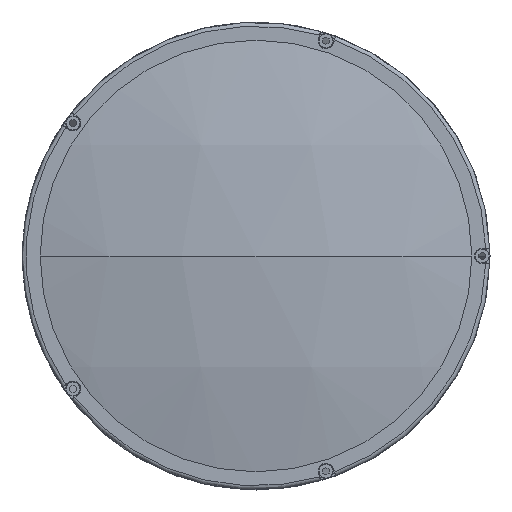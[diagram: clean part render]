
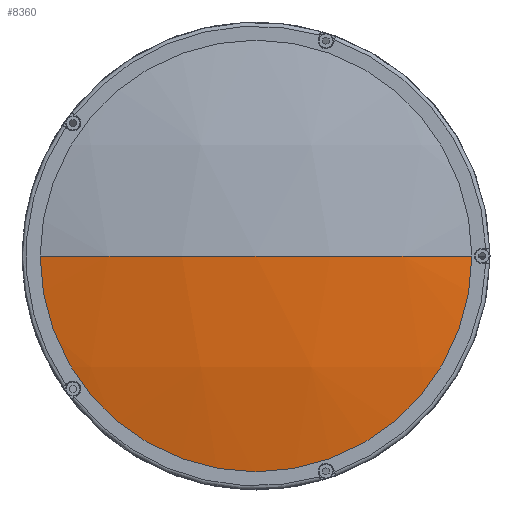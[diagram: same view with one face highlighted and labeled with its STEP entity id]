
A CAD part, left-side view. The second image highlights one B-rep face of the part: STEP entity #8360.
In plain terms, the highlighted spherical face has radius 384 mm.
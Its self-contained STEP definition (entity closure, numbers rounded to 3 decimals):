
#268 = DIRECTION ( 'NONE',  ( -1., 0., 0. ) ) ;
#1078 = AXIS2_PLACEMENT_3D ( 'NONE', #6765, #1983, #7561 ) ;
#1475 = EDGE_CURVE ( 'NONE', #2177, #8253, #8903, .T. ) ;
#1923 = DIRECTION ( 'NONE',  ( 0., 1., 0. ) ) ;
#1983 = DIRECTION ( 'NONE',  ( 0., 0., 1. ) ) ;
#2177 = VERTEX_POINT ( 'NONE', #2275 ) ;
#2275 = CARTESIAN_POINT ( 'NONE',  ( -353.104, 85., 0. ) ) ;
#2501 = CARTESIAN_POINT ( 'NONE',  ( 21.37, 0., 0. ) ) ;
#3161 = EDGE_CURVE ( 'NONE', #4335, #8253, #7545, .T. ) ;
#3316 = DIRECTION ( 'NONE',  ( 0., 1., 0. ) ) ;
#3603 = AXIS2_PLACEMENT_3D ( 'NONE', #5870, #6710, #1923 ) ;
#4335 = VERTEX_POINT ( 'NONE', #6163 ) ;
#5115 = CARTESIAN_POINT ( 'NONE',  ( -353.104, 0., 0. ) ) ;
#5622 = AXIS2_PLACEMENT_3D ( 'NONE', #5115, #268, #5901 ) ;
#5654 = ORIENTED_EDGE ( 'NONE', *, *, #3161, .T. ) ;
#5870 = CARTESIAN_POINT ( 'NONE',  ( 21.37, 0., 0. ) ) ;
#5901 = DIRECTION ( 'NONE',  ( 0., 0., 1. ) ) ;
#6142 = EDGE_CURVE ( 'NONE', #2177, #4335, #8155, .T. ) ;
#6163 = CARTESIAN_POINT ( 'NONE',  ( -353.104, -85., 0. ) ) ;
#6710 = DIRECTION ( 'NONE',  ( 0., 0., -1. ) ) ;
#6765 = CARTESIAN_POINT ( 'NONE',  ( 21.37, 0., 0. ) ) ;
#7383 = AXIS2_PLACEMENT_3D ( 'NONE', #2501, #8068, #3316 ) ;
#7545 = CIRCLE ( 'NONE', #7383, 384. ) ;
#7561 = DIRECTION ( 'NONE',  ( 0., -1., 0. ) ) ;
#7921 = SPHERICAL_SURFACE ( 'NONE', #3603, 384. ) ;
#8068 = DIRECTION ( 'NONE',  ( 0., 0., -1. ) ) ;
#8155 = CIRCLE ( 'NONE', #5622, 85. ) ;
#8253 = VERTEX_POINT ( 'NONE', #9547 ) ;
#8360 = ADVANCED_FACE ( 'NONE', ( #8940 ), #7921, .T. ) ;
#8772 = EDGE_LOOP ( 'NONE', ( #9989, #5654, #9958 ) ) ;
#8903 = CIRCLE ( 'NONE', #1078, 384. ) ;
#8940 = FACE_OUTER_BOUND ( 'NONE', #8772, .T. ) ;
#9547 = CARTESIAN_POINT ( 'NONE',  ( -362.63, 0., 0. ) ) ;
#9958 = ORIENTED_EDGE ( 'NONE', *, *, #1475, .F. ) ;
#9989 = ORIENTED_EDGE ( 'NONE', *, *, #6142, .T. ) ;
